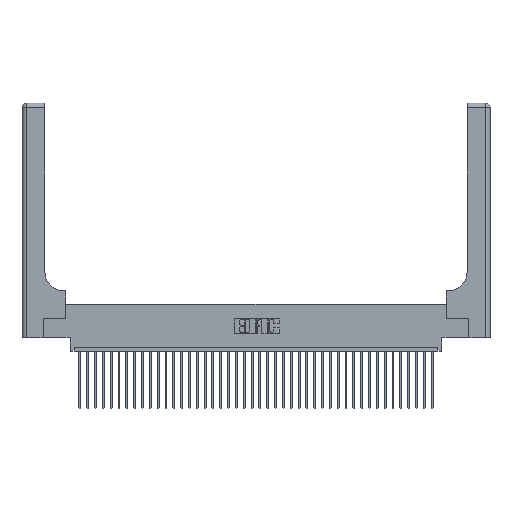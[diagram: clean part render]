
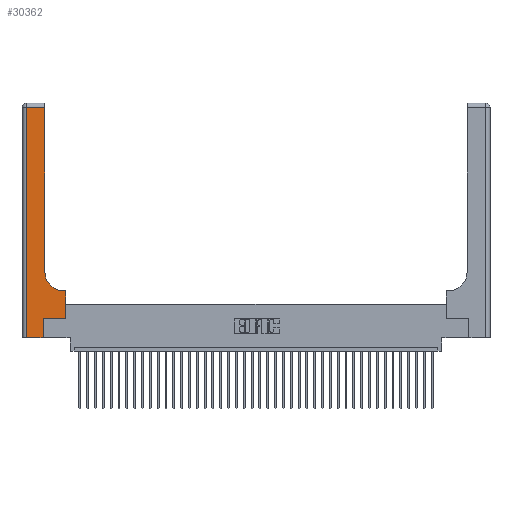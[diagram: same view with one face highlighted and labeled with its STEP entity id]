
A CAD part, top view. The second image highlights one B-rep face of the part: STEP entity #30362.
In plain terms, the highlighted planar face has unit normal (0, 0, 1).
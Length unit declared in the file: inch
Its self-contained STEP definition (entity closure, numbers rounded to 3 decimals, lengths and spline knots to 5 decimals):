
#385 = CARTESIAN_POINT ( 'NONE',  ( 0.06, 2.94, 0.37 ) ) ;
#759 = CARTESIAN_POINT ( 'NONE',  ( 0., 0., 0.37 ) ) ;
#1336 = LINE ( 'NONE', #8978, #22273 ) ;
#1341 = VERTEX_POINT ( 'NONE', #36499 ) ;
#1510 = LINE ( 'NONE', #759, #22943 ) ;
#1776 = CARTESIAN_POINT ( 'NONE',  ( 0.5585, 0.25, 0.37 ) ) ;
#2369 = DIRECTION ( 'NONE',  ( 0., 1., 0. ) ) ;
#2579 = DIRECTION ( 'NONE',  ( -1., 0., 0. ) ) ;
#2894 = ORIENTED_EDGE ( 'NONE', *, *, #25150, .T. ) ;
#3759 = DIRECTION ( 'NONE',  ( 0., 0., -1. ) ) ;
#4211 = CARTESIAN_POINT ( 'NONE',  ( 0.269, 0., 0.37 ) ) ;
#5406 = CARTESIAN_POINT ( 'NONE',  ( 0.5585, 0.6, 0.37 ) ) ;
#5633 = VECTOR ( 'NONE', #12349, 39.37008 ) ;
#5817 = VERTEX_POINT ( 'NONE', #18200 ) ;
#5862 = ORIENTED_EDGE ( 'NONE', *, *, #20741, .T. ) ;
#6220 = VECTOR ( 'NONE', #13392, 39.37008 ) ;
#6506 = ORIENTED_EDGE ( 'NONE', *, *, #23068, .T. ) ;
#7811 = LINE ( 'NONE', #17726, #34478 ) ;
#8417 = VERTEX_POINT ( 'NONE', #5406 ) ;
#8679 = LINE ( 'NONE', #12997, #23962 ) ;
#8978 = CARTESIAN_POINT ( 'NONE',  ( 0.5585, 0.25, 0.37 ) ) ;
#9866 = VERTEX_POINT ( 'NONE', #13560 ) ;
#9881 = LINE ( 'NONE', #37122, #5633 ) ;
#10399 = VECTOR ( 'NONE', #2369, 39.37008 ) ;
#10616 = VERTEX_POINT ( 'NONE', #1776 ) ;
#10653 = LINE ( 'NONE', #33438, #32646 ) ;
#12349 = DIRECTION ( 'NONE',  ( 0., -1., 0. ) ) ;
#12791 = EDGE_CURVE ( 'NONE', #22007, #25741, #17124, .T. ) ;
#12997 = CARTESIAN_POINT ( 'NONE',  ( 0.2915, 0.6, 0.37 ) ) ;
#13392 = DIRECTION ( 'NONE',  ( 0., 1., 0. ) ) ;
#13560 = CARTESIAN_POINT ( 'NONE',  ( 0.269, 0., 0.37 ) ) ;
#13632 = CARTESIAN_POINT ( 'NONE',  ( 0., 3., 0.37 ) ) ;
#16182 = DIRECTION ( 'NONE',  ( -1., 0., 0. ) ) ;
#16841 = PLANE ( 'NONE',  #33580 ) ;
#17124 = LINE ( 'NONE', #25987, #10399 ) ;
#17631 = FACE_OUTER_BOUND ( 'NONE', #28399, .T. ) ;
#17726 = CARTESIAN_POINT ( 'NONE',  ( 0., 2.94, 0.37 ) ) ;
#18200 = CARTESIAN_POINT ( 'NONE',  ( 0.269, 0.25, 0.37 ) ) ;
#19325 = DIRECTION ( 'NONE',  ( 1., 0., 0. ) ) ;
#20297 = DIRECTION ( 'NONE',  ( 0., 0., -1. ) ) ;
#20339 = AXIS2_PLACEMENT_3D ( 'NONE', #34405, #3759, #19325 ) ;
#20609 = ORIENTED_EDGE ( 'NONE', *, *, #36059, .T. ) ;
#20741 = EDGE_CURVE ( 'NONE', #31740, #1341, #9881, .T. ) ;
#20933 = EDGE_CURVE ( 'NONE', #38050, #22007, #37504, .T. ) ;
#21004 = ORIENTED_EDGE ( 'NONE', *, *, #20933, .T. ) ;
#22007 = VERTEX_POINT ( 'NONE', #37103 ) ;
#22273 = VECTOR ( 'NONE', #27532, 39.37008 ) ;
#22943 = VECTOR ( 'NONE', #37351, 39.37008 ) ;
#23068 = EDGE_CURVE ( 'NONE', #25741, #31740, #7811, .T. ) ;
#23217 = ORIENTED_EDGE ( 'NONE', *, *, #29409, .T. ) ;
#23664 = DIRECTION ( 'NONE',  ( -1., 0., 0. ) ) ;
#23962 = VECTOR ( 'NONE', #16182, 39.37008 ) ;
#24152 = CARTESIAN_POINT ( 'NONE',  ( 0.2915, 2.94, 0.37 ) ) ;
#25150 = EDGE_CURVE ( 'NONE', #8417, #38050, #8679, .T. ) ;
#25741 = VERTEX_POINT ( 'NONE', #24152 ) ;
#25987 = CARTESIAN_POINT ( 'NONE',  ( 0.2915, 3., 0.37 ) ) ;
#27075 = CARTESIAN_POINT ( 'NONE',  ( 0.5415, 0.6, 0.37 ) ) ;
#27532 = DIRECTION ( 'NONE',  ( 0., 1., 0. ) ) ;
#27546 = EDGE_CURVE ( 'NONE', #5817, #10616, #10653, .T. ) ;
#28374 = ORIENTED_EDGE ( 'NONE', *, *, #29627, .T. ) ;
#28399 = EDGE_LOOP ( 'NONE', ( #31576, #6506, #5862, #23217, #28374, #38735, #20609, #2894, #21004 ) ) ;
#29409 = EDGE_CURVE ( 'NONE', #1341, #9866, #1510, .T. ) ;
#29627 = EDGE_CURVE ( 'NONE', #9866, #5817, #38115, .T. ) ;
#30362 = ADVANCED_FACE ( 'NONE', ( #17631 ), #16841, .F. ) ;
#31576 = ORIENTED_EDGE ( 'NONE', *, *, #12791, .T. ) ;
#31740 = VERTEX_POINT ( 'NONE', #385 ) ;
#32646 = VECTOR ( 'NONE', #33355, 39.37008 ) ;
#33355 = DIRECTION ( 'NONE',  ( 1., 0., 0. ) ) ;
#33438 = CARTESIAN_POINT ( 'NONE',  ( 0.269, 0.25, 0.37 ) ) ;
#33580 = AXIS2_PLACEMENT_3D ( 'NONE', #13632, #20297, #23664 ) ;
#34405 = CARTESIAN_POINT ( 'NONE',  ( 0.5415, 0.85, 0.37 ) ) ;
#34478 = VECTOR ( 'NONE', #2579, 39.37008 ) ;
#36059 = EDGE_CURVE ( 'NONE', #10616, #8417, #1336, .T. ) ;
#36499 = CARTESIAN_POINT ( 'NONE',  ( 0.06, 0., 0.37 ) ) ;
#37103 = CARTESIAN_POINT ( 'NONE',  ( 0.2915, 0.85, 0.37 ) ) ;
#37122 = CARTESIAN_POINT ( 'NONE',  ( 0.06, 3., 0.37 ) ) ;
#37351 = DIRECTION ( 'NONE',  ( 1., 0., 0. ) ) ;
#37504 = CIRCLE ( 'NONE', #20339, 0.25 ) ;
#38050 = VERTEX_POINT ( 'NONE', #27075 ) ;
#38115 = LINE ( 'NONE', #4211, #6220 ) ;
#38735 = ORIENTED_EDGE ( 'NONE', *, *, #27546, .T. ) ;
